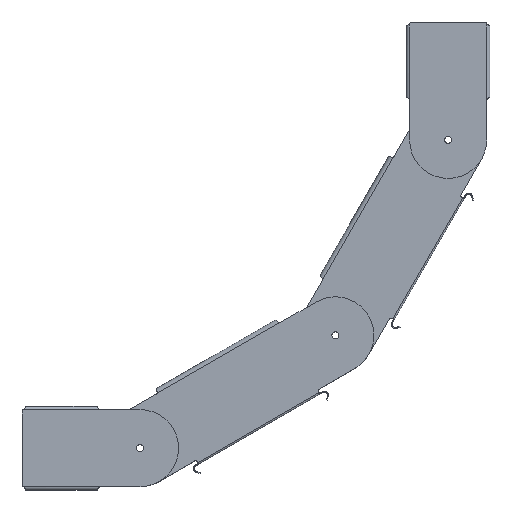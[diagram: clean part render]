
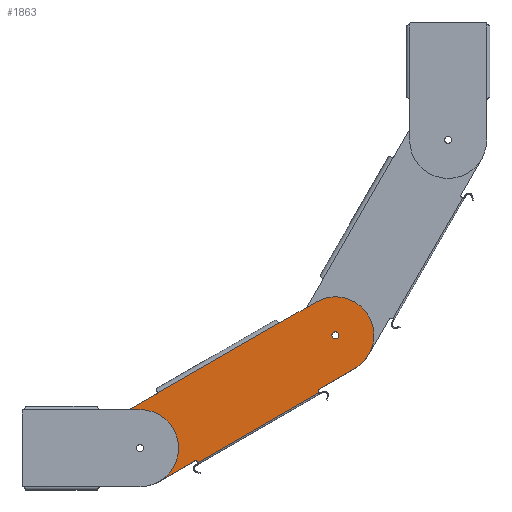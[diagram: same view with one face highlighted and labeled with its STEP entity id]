
A CAD part, top view. The second image highlights one B-rep face of the part: STEP entity #1863.
In plain terms, the highlighted planar face has unit normal (0, 0, 1).
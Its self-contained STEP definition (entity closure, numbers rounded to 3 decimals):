
#229=DIRECTION('',(-1.,0.,0.));
#230=VECTOR('',#229,177.062);
#231=CARTESIAN_POINT('',(88.531,2.25,-200.));
#232=LINE('',#231,#230);
#244=CARTESIAN_POINT('',(88.531,2.25,-200.));
#250=CARTESIAN_POINT('',(-143.5,54.947,-200.));
#251=DIRECTION('',(0.,0.,1.));
#252=DIRECTION('',(0.,1.,0.));
#253=AXIS2_PLACEMENT_3D('',#250,#251,#252);
#255=DIRECTION('',(-1.,0.,0.));
#256=VECTOR('',#255,51.756);
#257=CARTESIAN_POINT('',(-91.744,103.947,-200.));
#258=LINE('',#257,#256);
#259=CARTESIAN_POINT('',(-91.744,107.197,-200.));
#260=DIRECTION('',(0.,0.,-1.));
#261=DIRECTION('',(0.658,-0.753,0.));
#262=AXIS2_PLACEMENT_3D('',#259,#260,#261);
#264=CARTESIAN_POINT('',(91.744,107.197,-200.));
#265=DIRECTION('',(0.,0.,-1.));
#266=DIRECTION('',(0.,-1.,0.));
#267=AXIS2_PLACEMENT_3D('',#264,#265,#266);
#269=CARTESIAN_POINT('',(143.5,54.947,-200.));
#270=DIRECTION('',(0.,0.,1.));
#271=DIRECTION('',(0.,-1.,0.));
#272=AXIS2_PLACEMENT_3D('',#269,#270,#271);
#274=CARTESIAN_POINT('',(-143.5,54.947,-200.));
#275=DIRECTION('',(0.,0.,-1.));
#276=DIRECTION('',(0.,-1.,0.));
#277=AXIS2_PLACEMENT_3D('',#274,#275,#276);
#279=CARTESIAN_POINT('',(-143.5,54.947,-200.));
#280=DIRECTION('',(0.,0.,-1.));
#281=DIRECTION('',(0.,1.,0.));
#282=AXIS2_PLACEMENT_3D('',#279,#280,#281);
#284=CARTESIAN_POINT('',(143.5,54.947,-200.));
#285=DIRECTION('',(0.,0.,-1.));
#286=DIRECTION('',(0.,1.,0.));
#287=AXIS2_PLACEMENT_3D('',#284,#285,#286);
#289=CARTESIAN_POINT('',(143.5,54.947,-200.));
#290=DIRECTION('',(0.,0.,-1.));
#291=DIRECTION('',(0.,-1.,0.));
#292=AXIS2_PLACEMENT_3D('',#289,#290,#291);
#302=DIRECTION('',(-1.,0.,0.));
#303=VECTOR('',#302,51.75);
#304=CARTESIAN_POINT('',(-91.75,5.947,-200.));
#305=LINE('',#304,#303);
#367=CARTESIAN_POINT('',(-91.75,2.697,-200.));
#368=DIRECTION('',(0.,0.,-1.));
#369=DIRECTION('',(0.,1.,0.));
#370=AXIS2_PLACEMENT_3D('',#367,#368,#369);
#410=CARTESIAN_POINT('',(-88.531,2.25,-200.));
#920=CARTESIAN_POINT('',(91.75,2.697,-200.));
#921=DIRECTION('',(0.,0.,-1.));
#922=DIRECTION('',(-0.99,-0.138,0.));
#923=AXIS2_PLACEMENT_3D('',#920,#921,#922);
#929=DIRECTION('',(-1.,0.,0.));
#930=VECTOR('',#929,51.75);
#931=CARTESIAN_POINT('',(143.5,5.947,-200.));
#932=LINE('',#931,#930);
#941=DIRECTION('',(1.,0.,0.));
#942=VECTOR('',#941,51.756);
#943=CARTESIAN_POINT('',(91.744,103.947,-200.));
#944=LINE('',#943,#942);
#969=CARTESIAN_POINT('',(89.605,104.75,-200.));
#974=DIRECTION('',(1.,0.,0.));
#975=VECTOR('',#974,179.211);
#976=CARTESIAN_POINT('',(-89.605,104.75,-200.));
#977=LINE('',#976,#975);
#981=CARTESIAN_POINT('',(-89.605,104.75,-200.));
#1259=CARTESIAN_POINT('',(143.5,59.447,-200.));
#1260=VERTEX_POINT('',#1259);
#1261=CARTESIAN_POINT('',(143.5,50.447,-200.));
#1262=VERTEX_POINT('',#1261);
#1272=VERTEX_POINT('',#981);
#1286=VERTEX_POINT('',#969);
#1308=CARTESIAN_POINT('',(-143.5,59.447,-200.));
#1309=VERTEX_POINT('',#1308);
#1310=CARTESIAN_POINT('',(-143.5,50.447,-200.));
#1311=VERTEX_POINT('',#1310);
#1320=VERTEX_POINT('',#410);
#1323=VERTEX_POINT('',#244);
#1329=CARTESIAN_POINT('',(-91.75,5.947,-200.));
#1330=VERTEX_POINT('',#1329);
#1331=CARTESIAN_POINT('',(-143.5,5.947,-200.));
#1332=VERTEX_POINT('',#1331);
#1334=CARTESIAN_POINT('',(91.75,5.947,-200.));
#1336=VERTEX_POINT('',#1334);
#1337=CARTESIAN_POINT('',(143.5,5.947,-200.));
#1338=VERTEX_POINT('',#1337);
#1343=CARTESIAN_POINT('',(143.5,103.947,-200.));
#1344=VERTEX_POINT('',#1343);
#1347=CARTESIAN_POINT('',(91.744,103.947,-200.));
#1348=VERTEX_POINT('',#1347);
#1351=CARTESIAN_POINT('',(-91.744,103.947,-200.));
#1352=VERTEX_POINT('',#1351);
#1355=CARTESIAN_POINT('',(-143.5,103.947,-200.));
#1356=VERTEX_POINT('',#1355);
#1821=CARTESIAN_POINT('',(-192.5,0.,-200.));
#1822=DIRECTION('',(0.,0.,1.));
#1823=DIRECTION('',(0.,-1.,0.));
#1824=AXIS2_PLACEMENT_3D('',#1821,#1822,#1823);
#1825=PLANE('',#1824);
#1827=ORIENTED_EDGE('',*,*,#1826,.F.);
#1829=ORIENTED_EDGE('',*,*,#1828,.F.);
#1831=ORIENTED_EDGE('',*,*,#1830,.F.);
#1833=ORIENTED_EDGE('',*,*,#1832,.T.);
#1835=ORIENTED_EDGE('',*,*,#1834,.F.);
#1837=ORIENTED_EDGE('',*,*,#1836,.T.);
#1839=ORIENTED_EDGE('',*,*,#1838,.F.);
#1841=ORIENTED_EDGE('',*,*,#1840,.T.);
#1843=ORIENTED_EDGE('',*,*,#1842,.F.);
#1844=ORIENTED_EDGE('',*,*,#1812,.T.);
#1846=ORIENTED_EDGE('',*,*,#1845,.F.);
#1848=ORIENTED_EDGE('',*,*,#1847,.T.);
#1849=EDGE_LOOP('',(#1827,#1829,#1831,#1833,#1835,#1837,#1839,#1841,#1843,#1844,
#1846,#1848));
#1850=FACE_OUTER_BOUND('',#1849,.F.);
#1852=ORIENTED_EDGE('',*,*,#1851,.F.);
#1854=ORIENTED_EDGE('',*,*,#1853,.F.);
#1855=EDGE_LOOP('',(#1852,#1854));
#1856=FACE_BOUND('',#1855,.F.);
#1858=ORIENTED_EDGE('',*,*,#1857,.F.);
#1860=ORIENTED_EDGE('',*,*,#1859,.F.);
#1861=EDGE_LOOP('',(#1858,#1860));
#1862=FACE_BOUND('',#1861,.F.);
#1863=ADVANCED_FACE('',(#1850,#1856,#1862),#1825,.T.);
#254=CIRCLE('',#253,49.);
#263=CIRCLE('',#262,3.25);
#268=CIRCLE('',#267,3.25);
#273=CIRCLE('',#272,49.);
#278=CIRCLE('',#277,4.5);
#283=CIRCLE('',#282,4.5);
#288=CIRCLE('',#287,4.5);
#293=CIRCLE('',#292,4.5);
#371=CIRCLE('',#370,3.25);
#924=CIRCLE('',#923,3.25);
#1812=EDGE_CURVE('',#1323,#1320,#232,.T.);
#1826=EDGE_CURVE('',#1356,#1332,#254,.T.);
#1828=EDGE_CURVE('',#1352,#1356,#258,.T.);
#1830=EDGE_CURVE('',#1272,#1352,#263,.T.);
#1832=EDGE_CURVE('',#1272,#1286,#977,.T.);
#1834=EDGE_CURVE('',#1348,#1286,#268,.T.);
#1836=EDGE_CURVE('',#1348,#1344,#944,.T.);
#1838=EDGE_CURVE('',#1338,#1344,#273,.T.);
#1840=EDGE_CURVE('',#1338,#1336,#932,.T.);
#1842=EDGE_CURVE('',#1323,#1336,#924,.T.);
#1845=EDGE_CURVE('',#1330,#1320,#371,.T.);
#1847=EDGE_CURVE('',#1330,#1332,#305,.T.);
#1851=EDGE_CURVE('',#1311,#1309,#278,.T.);
#1853=EDGE_CURVE('',#1309,#1311,#283,.T.);
#1857=EDGE_CURVE('',#1260,#1262,#288,.T.);
#1859=EDGE_CURVE('',#1262,#1260,#293,.T.);
